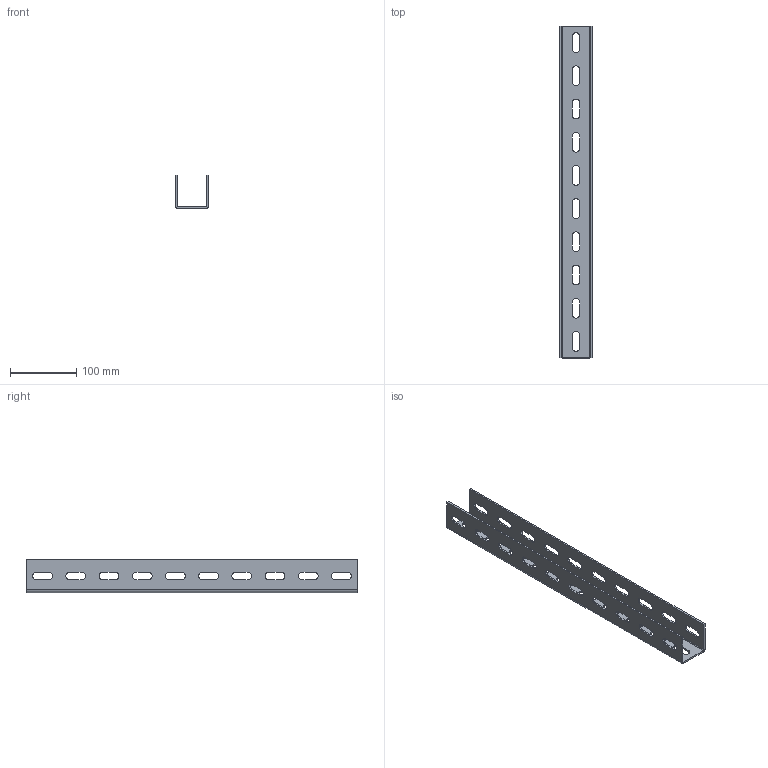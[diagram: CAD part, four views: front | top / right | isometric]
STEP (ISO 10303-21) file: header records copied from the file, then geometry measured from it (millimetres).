
FILE_DESCRIPTION((''),'2;1');
FILE_NAME('6340962','2012-07-24T',('AndreasKeweloh'),(''),'PRO/ENGINEER BY PARAMETRIC TECHNOLOGY CORPORATION, 2012130','PRO/ENGINEER BY PARAMETRIC TECHNOLOGY CORPORATION, 2012130','');
FILE_SCHEMA(('CONFIG_CONTROL_DESIGN'));
Length unit declared in the file: millimetre
Products named in the file (1): 6340962
Bounding box: 50 x 500 x 50 mm (x, y, z)
Volume: 155496.7 mm3; surface area: 133052.4 mm2
Topology: 1 solids, 1 shells, 134 faces, 396 edges, 264 vertices
Faces by surface type: plane 70, cylinder 64
Entity records: 4666 total; most frequent: CARTESIAN_POINT 794, DIRECTION 792, ORIENTED_EDGE 792, EDGE_CURVE 396, VECTOR 268, LINE 268, VERTEX_POINT 264, AXIS2_PLACEMENT_3D 262
